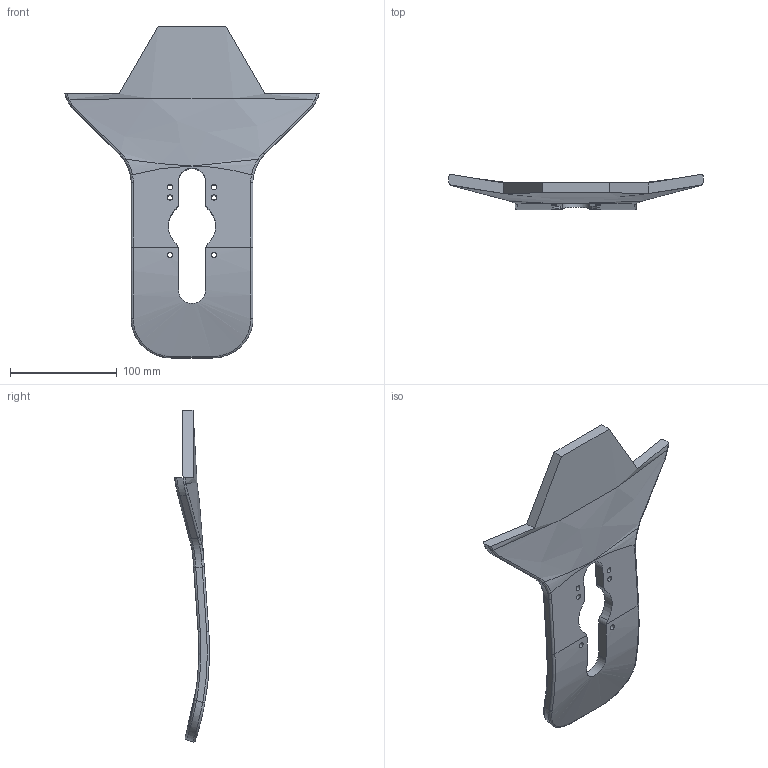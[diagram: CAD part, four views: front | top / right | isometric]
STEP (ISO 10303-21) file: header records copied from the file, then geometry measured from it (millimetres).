
FILE_DESCRIPTION(/* description */ (''),/* implementation_level */ '2;1');
FILE_NAME(/* name */ 'tail.stp',/* time_stamp */ '2026-02-20T22:25:54-08:00',/* author */ ('devan'),/* organization */ (''),/* preprocessor_version */ 'ST-DEVELOPER v20.1',/* originating_system */ 'Autodesk Inventor 2026',/* authorisation */ '');
FILE_SCHEMA (('AUTOMOTIVE_DESIGN { 1 0 10303 214 3 1 1 }'));
Length unit declared in the file: inch
Products named in the file (1): 36
Bounding box: 238.72 x 32.71 x 311.52 mm (x, y, z)
Volume: 351060.6 mm3; surface area: 82755.4 mm2
Topology: 1 solids, 1 shells, 84 faces, 222 edges, 134 vertices
Faces by surface type: bspline 30, cylinder 28, plane 16, torus 10
Full cylindrical faces by diameter (mm): 5 x6
Entity records: 3664 total; most frequent: CARTESIAN_POINT 1734, ORIENTED_EDGE 436, DIRECTION 326, EDGE_CURVE 218, AXIS2_PLACEMENT_3D 137, VERTEX_POINT 134, EDGE_LOOP 96, FACE_OUTER_BOUND 84
